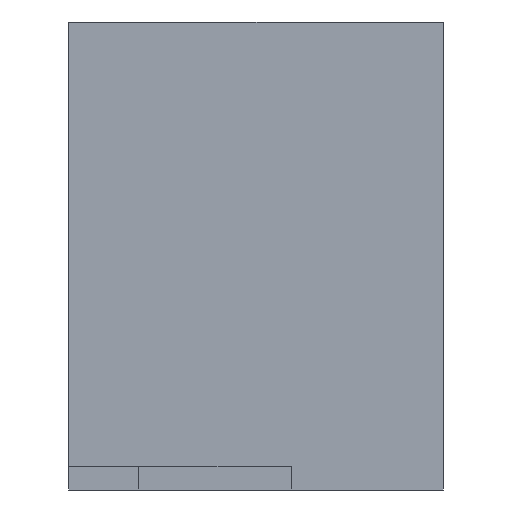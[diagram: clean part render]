
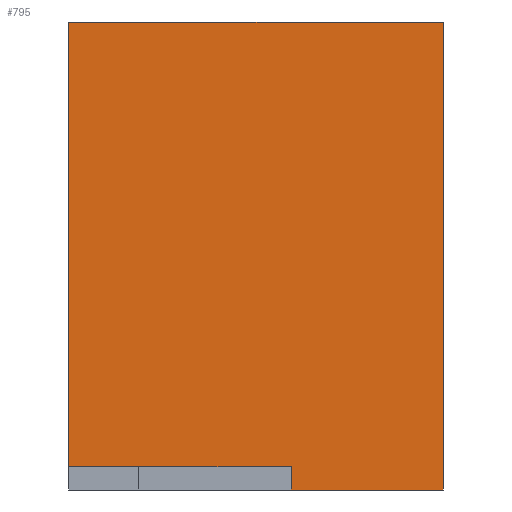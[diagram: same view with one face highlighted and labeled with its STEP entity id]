
A CAD part, left-side view. The second image highlights one B-rep face of the part: STEP entity #795.
In plain terms, the highlighted planar face has unit normal (-1, 0, 0).
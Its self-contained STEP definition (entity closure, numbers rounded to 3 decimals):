
#41=FACE_OUTER_BOUND('',#89,.T.);
#89=EDGE_LOOP('',(#601,#602,#603,#604,#605,#606));
#151=LINE('',#1163,#259);
#159=LINE('',#1179,#267);
#161=LINE('',#1183,#269);
#164=LINE('',#1188,#272);
#165=LINE('',#1190,#273);
#166=LINE('',#1192,#274);
#259=VECTOR('',#948,10.);
#267=VECTOR('',#960,10.);
#269=VECTOR('',#964,10.);
#272=VECTOR('',#969,10.);
#273=VECTOR('',#972,10.);
#274=VECTOR('',#975,10.);
#357=VERTEX_POINT('',#1160);
#358=VERTEX_POINT('',#1162);
#363=VERTEX_POINT('',#1176);
#364=VERTEX_POINT('',#1178);
#365=VERTEX_POINT('',#1182);
#366=VERTEX_POINT('',#1186);
#439=EDGE_CURVE('',#357,#358,#151,.T.);
#447=EDGE_CURVE('',#364,#363,#159,.T.);
#449=EDGE_CURVE('',#365,#364,#161,.T.);
#452=EDGE_CURVE('',#363,#366,#164,.T.);
#453=EDGE_CURVE('',#366,#358,#165,.T.);
#454=EDGE_CURVE('',#365,#357,#166,.T.);
#601=ORIENTED_EDGE('',*,*,#447,.T.);
#602=ORIENTED_EDGE('',*,*,#452,.T.);
#603=ORIENTED_EDGE('',*,*,#453,.T.);
#604=ORIENTED_EDGE('',*,*,#439,.F.);
#605=ORIENTED_EDGE('',*,*,#454,.F.);
#606=ORIENTED_EDGE('',*,*,#449,.T.);
#748=PLANE('',#860);
#795=ADVANCED_FACE('',(#41),#748,.T.);
#860=AXIS2_PLACEMENT_3D('',#1191,#973,#974);
#948=DIRECTION('',(0.,-1.,0.));
#960=DIRECTION('',(0.,0.,-1.));
#964=DIRECTION('',(0.,-1.,0.));
#969=DIRECTION('',(0.,-1.,0.));
#972=DIRECTION('',(0.,0.,1.));
#973=DIRECTION('center_axis',(-1.,0.,0.));
#974=DIRECTION('ref_axis',(0.,-1.,0.));
#975=DIRECTION('',(0.,0.,1.));
#1160=CARTESIAN_POINT('',(-2.,0.8,2.));
#1162=CARTESIAN_POINT('',(-2.,-0.8,2.));
#1163=CARTESIAN_POINT('',(-2.,0.8,2.));
#1176=CARTESIAN_POINT('',(-2.,-0.15,0.));
#1178=CARTESIAN_POINT('',(-2.,-0.15,0.1));
#1179=CARTESIAN_POINT('',(-2.,-0.15,0.));
#1182=CARTESIAN_POINT('',(-2.,0.8,0.1));
#1183=CARTESIAN_POINT('',(-2.,0.563,0.1));
#1186=CARTESIAN_POINT('',(-2.,-0.8,0.));
#1188=CARTESIAN_POINT('',(-2.,0.8,0.));
#1190=CARTESIAN_POINT('',(-2.,-0.8,0.));
#1191=CARTESIAN_POINT('Origin',(-2.,0.8,0.));
#1192=CARTESIAN_POINT('',(-2.,0.8,0.));
